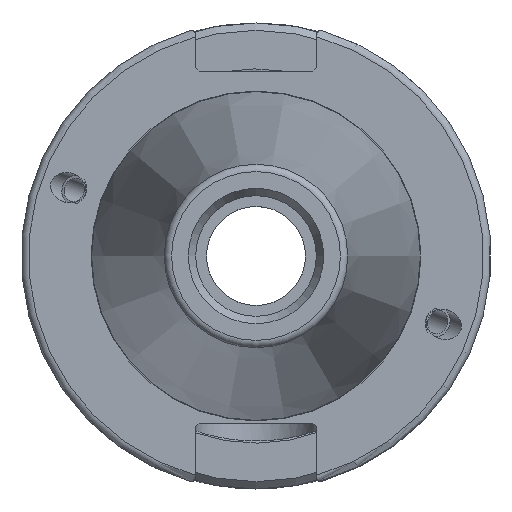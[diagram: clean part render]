
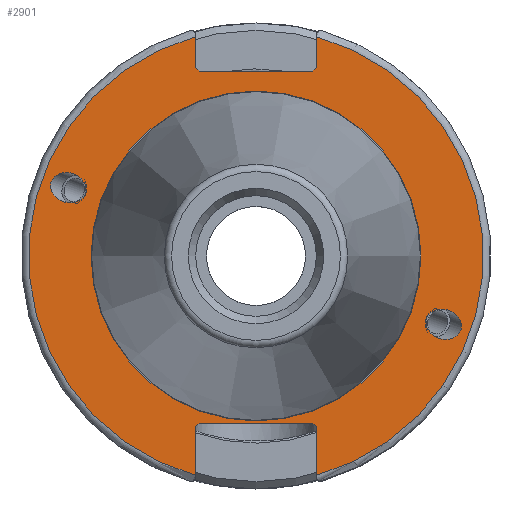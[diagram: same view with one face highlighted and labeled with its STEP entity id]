
A CAD part, left-side view. The second image highlights one B-rep face of the part: STEP entity #2901.
In plain terms, the highlighted planar face has unit normal (-1, 0, 0).
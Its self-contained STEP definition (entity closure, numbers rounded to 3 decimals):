
#168=ELLIPSE('',#3149,2.442,2.);
#174=ELLIPSE('',#3197,2.442,2.);
#332=FACE_BOUND('',#631,.T.);
#333=FACE_BOUND('',#632,.T.);
#334=FACE_BOUND('',#633,.T.);
#354=PLANE('',#3203);
#453=FACE_OUTER_BOUND('',#630,.T.);
#630=EDGE_LOOP('',(#2162,#2163,#2164,#2165,#2166,#2167,#2168,#2169,#2170,
#2171,#2172,#2173));
#631=EDGE_LOOP('',(#2174));
#632=EDGE_LOOP('',(#2175));
#633=EDGE_LOOP('',(#2176));
#807=LINE('',#4693,#979);
#808=LINE('',#4695,#980);
#809=LINE('',#4697,#981);
#810=LINE('',#4699,#982);
#811=LINE('',#4701,#983);
#812=LINE('',#4705,#984);
#813=LINE('',#4707,#985);
#814=LINE('',#4709,#986);
#815=LINE('',#4711,#987);
#816=LINE('',#4712,#988);
#979=VECTOR('',#3652,10.);
#980=VECTOR('',#3653,10.);
#981=VECTOR('',#3654,10.);
#982=VECTOR('',#3655,10.);
#983=VECTOR('',#3656,10.);
#984=VECTOR('',#3659,10.);
#985=VECTOR('',#3660,10.);
#986=VECTOR('',#3661,10.);
#987=VECTOR('',#3662,10.);
#988=VECTOR('',#3663,10.);
#1153=CIRCLE('',#3201,22.3);
#1155=CIRCLE('',#3204,30.75);
#1156=CIRCLE('',#3205,30.75);
#1277=VERTEX_POINT('',#4445);
#1319=VERTEX_POINT('',#4677);
#1322=VERTEX_POINT('',#4684);
#1323=VERTEX_POINT('',#4689);
#1324=VERTEX_POINT('',#4690);
#1325=VERTEX_POINT('',#4692);
#1326=VERTEX_POINT('',#4694);
#1327=VERTEX_POINT('',#4696);
#1328=VERTEX_POINT('',#4698);
#1329=VERTEX_POINT('',#4700);
#1330=VERTEX_POINT('',#4702);
#1331=VERTEX_POINT('',#4704);
#1332=VERTEX_POINT('',#4706);
#1333=VERTEX_POINT('',#4708);
#1334=VERTEX_POINT('',#4710);
#1572=EDGE_CURVE('',#1277,#1277,#168,.T.);
#1633=EDGE_CURVE('',#1319,#1319,#174,.T.);
#1636=EDGE_CURVE('',#1322,#1322,#1153,.T.);
#1638=EDGE_CURVE('',#1323,#1324,#1155,.T.);
#1639=EDGE_CURVE('',#1323,#1325,#807,.T.);
#1640=EDGE_CURVE('',#1326,#1325,#808,.T.);
#1641=EDGE_CURVE('',#1326,#1327,#809,.T.);
#1642=EDGE_CURVE('',#1328,#1327,#810,.T.);
#1643=EDGE_CURVE('',#1328,#1329,#811,.T.);
#1644=EDGE_CURVE('',#1330,#1329,#1156,.T.);
#1645=EDGE_CURVE('',#1330,#1331,#812,.T.);
#1646=EDGE_CURVE('',#1332,#1331,#813,.T.);
#1647=EDGE_CURVE('',#1332,#1333,#814,.T.);
#1648=EDGE_CURVE('',#1334,#1333,#815,.T.);
#1649=EDGE_CURVE('',#1334,#1324,#816,.T.);
#2162=ORIENTED_EDGE('',*,*,#1638,.F.);
#2163=ORIENTED_EDGE('',*,*,#1639,.T.);
#2164=ORIENTED_EDGE('',*,*,#1640,.F.);
#2165=ORIENTED_EDGE('',*,*,#1641,.T.);
#2166=ORIENTED_EDGE('',*,*,#1642,.F.);
#2167=ORIENTED_EDGE('',*,*,#1643,.T.);
#2168=ORIENTED_EDGE('',*,*,#1644,.F.);
#2169=ORIENTED_EDGE('',*,*,#1645,.T.);
#2170=ORIENTED_EDGE('',*,*,#1646,.F.);
#2171=ORIENTED_EDGE('',*,*,#1647,.T.);
#2172=ORIENTED_EDGE('',*,*,#1648,.F.);
#2173=ORIENTED_EDGE('',*,*,#1649,.T.);
#2174=ORIENTED_EDGE('',*,*,#1572,.T.);
#2175=ORIENTED_EDGE('',*,*,#1633,.T.);
#2176=ORIENTED_EDGE('',*,*,#1636,.F.);
#2901=ADVANCED_FACE('',(#453,#332,#333,#334),#354,.T.);
#3149=AXIS2_PLACEMENT_3D('',#4447,#3518,#3519);
#3197=AXIS2_PLACEMENT_3D('',#4679,#3636,#3637);
#3201=AXIS2_PLACEMENT_3D('',#4686,#3644,#3645);
#3203=AXIS2_PLACEMENT_3D('',#4688,#3648,#3649);
#3204=AXIS2_PLACEMENT_3D('',#4691,#3650,#3651);
#3205=AXIS2_PLACEMENT_3D('',#4703,#3657,#3658);
#3518=DIRECTION('center_axis',(1.,0.,0.));
#3519=DIRECTION('ref_axis',(0.,-0.94,-0.342));
#3636=DIRECTION('center_axis',(1.,0.,0.));
#3637=DIRECTION('ref_axis',(0.,0.94,0.342));
#3644=DIRECTION('center_axis',(-1.,0.,0.));
#3645=DIRECTION('ref_axis',(0.,-1.,0.));
#3648=DIRECTION('center_axis',(-1.,0.,0.));
#3649=DIRECTION('ref_axis',(0.,0.,1.));
#3650=DIRECTION('center_axis',(1.,0.,0.));
#3651=DIRECTION('ref_axis',(0.,-1.,0.));
#3652=DIRECTION('',(0.,0.,-1.));
#3653=DIRECTION('',(0.,-0.707,0.707));
#3654=DIRECTION('',(0.,1.,0.));
#3655=DIRECTION('',(0.,-0.707,-0.707));
#3656=DIRECTION('',(0.,0.,1.));
#3657=DIRECTION('center_axis',(1.,0.,0.));
#3658=DIRECTION('ref_axis',(0.,1.,0.));
#3659=DIRECTION('',(0.,0.,1.));
#3660=DIRECTION('',(0.,0.707,-0.707));
#3661=DIRECTION('',(0.,-1.,0.));
#3662=DIRECTION('',(0.,0.707,0.707));
#3663=DIRECTION('',(0.,0.,-1.));
#4445=CARTESIAN_POINT('',(3.175,-23.077,-8.399));
#4447=CARTESIAN_POINT('Origin',(3.175,-25.372,-9.235));
#4677=CARTESIAN_POINT('',(3.175,23.077,8.399));
#4679=CARTESIAN_POINT('Origin',(3.175,25.372,9.235));
#4684=CARTESIAN_POINT('',(3.175,0.,22.3));
#4686=CARTESIAN_POINT('Origin',(3.175,0.,0.));
#4688=CARTESIAN_POINT('Origin',(3.175,31.75,0.));
#4689=CARTESIAN_POINT('',(3.175,-8.19,29.639));
#4690=CARTESIAN_POINT('',(3.175,-8.19,-29.639));
#4691=CARTESIAN_POINT('Origin',(3.175,0.,0.));
#4692=CARTESIAN_POINT('',(3.175,-8.19,25.5));
#4693=CARTESIAN_POINT('',(3.175,-8.19,12.5));
#4694=CARTESIAN_POINT('',(3.175,-7.69,25.));
#4695=CARTESIAN_POINT('',(3.175,8.295,9.015));
#4696=CARTESIAN_POINT('',(3.175,7.69,25.));
#4697=CARTESIAN_POINT('',(3.175,15.875,25.));
#4698=CARTESIAN_POINT('',(3.175,8.19,25.5));
#4699=CARTESIAN_POINT('',(3.175,7.58,24.89));
#4700=CARTESIAN_POINT('',(3.175,8.19,29.639));
#4701=CARTESIAN_POINT('',(3.175,8.19,12.5));
#4702=CARTESIAN_POINT('',(3.175,8.19,-29.639));
#4703=CARTESIAN_POINT('Origin',(3.175,0.,0.));
#4704=CARTESIAN_POINT('',(3.175,8.19,-23.1));
#4705=CARTESIAN_POINT('',(3.175,8.19,-11.3));
#4706=CARTESIAN_POINT('',(3.175,7.69,-22.6));
#4707=CARTESIAN_POINT('',(3.175,8.18,-23.09));
#4708=CARTESIAN_POINT('',(3.175,-7.69,-22.6));
#4709=CARTESIAN_POINT('',(3.175,15.875,-22.6));
#4710=CARTESIAN_POINT('',(3.175,-8.19,-23.1));
#4711=CARTESIAN_POINT('',(3.175,7.695,-7.215));
#4712=CARTESIAN_POINT('',(3.175,-8.19,-11.3));
